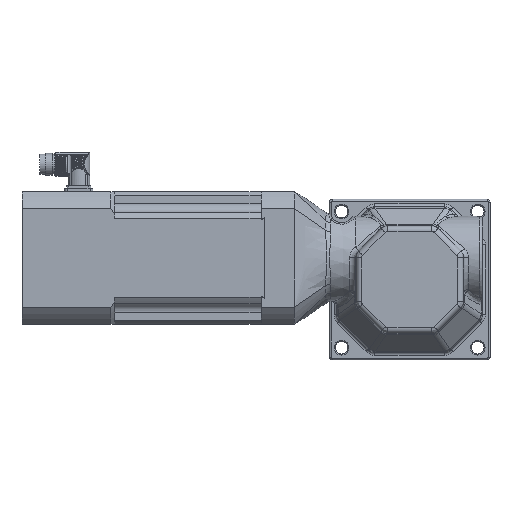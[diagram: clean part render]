
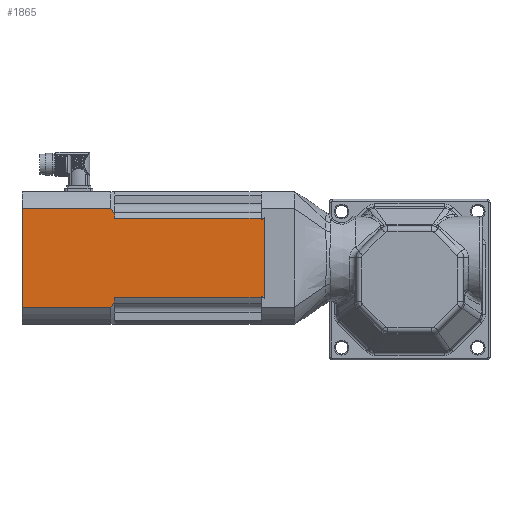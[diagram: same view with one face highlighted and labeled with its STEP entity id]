
A CAD part, left-side view. The second image highlights one B-rep face of the part: STEP entity #1865.
In plain terms, the highlighted planar face has unit normal (-1, 0, 0).
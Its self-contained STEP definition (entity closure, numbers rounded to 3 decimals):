
#1865=ADVANCED_FACE('',(#2951),#2782,.T.);
#2782=PLANE('',#14486);
#2951=FACE_OUTER_BOUND('',#3807,.T.);
#3807=EDGE_LOOP('',(#5567,#5568,#5569,#5570,#5571,#5572,#5573,#5574,#5575,
#5576));
#4855=B_SPLINE_CURVE_WITH_KNOTS('',3,(#19588,#19589,#19590,#19591),.UNSPECIFIED.,
.F.,.F.,(4,4),(0.,1.),.UNSPECIFIED.);
#4856=B_SPLINE_CURVE_WITH_KNOTS('',3,(#19603,#19604,#19605,#19606),.UNSPECIFIED.,
.F.,.F.,(4,4),(0.,1.),.UNSPECIFIED.);
#5567=ORIENTED_EDGE('',*,*,#11127,.T.);
#5568=ORIENTED_EDGE('',*,*,#11128,.T.);
#5569=ORIENTED_EDGE('',*,*,#11129,.T.);
#5570=ORIENTED_EDGE('',*,*,#11130,.F.);
#5571=ORIENTED_EDGE('',*,*,#11131,.T.);
#5572=ORIENTED_EDGE('',*,*,#11132,.F.);
#5573=ORIENTED_EDGE('',*,*,#11133,.T.);
#5574=ORIENTED_EDGE('',*,*,#11134,.T.);
#5575=ORIENTED_EDGE('',*,*,#11135,.T.);
#5576=ORIENTED_EDGE('',*,*,#11136,.F.);
#9779=VERTEX_POINT('',#19586);
#9780=VERTEX_POINT('',#19587);
#9781=VERTEX_POINT('',#19592);
#9782=VERTEX_POINT('',#19594);
#9783=VERTEX_POINT('',#19596);
#9784=VERTEX_POINT('',#19598);
#9785=VERTEX_POINT('',#19600);
#9786=VERTEX_POINT('',#19602);
#9787=VERTEX_POINT('',#19607);
#9788=VERTEX_POINT('',#19609);
#11127=EDGE_CURVE('',#9779,#9780,#13233,.T.);
#11128=EDGE_CURVE('',#9780,#9781,#4855,.T.);
#11129=EDGE_CURVE('',#9781,#9782,#13234,.T.);
#11130=EDGE_CURVE('',#9783,#9782,#13235,.T.);
#11131=EDGE_CURVE('',#9783,#9784,#13236,.T.);
#11132=EDGE_CURVE('',#9785,#9784,#13237,.T.);
#11133=EDGE_CURVE('',#9785,#9786,#13238,.T.);
#11134=EDGE_CURVE('',#9786,#9787,#4856,.T.);
#11135=EDGE_CURVE('',#9787,#9788,#13239,.T.);
#11136=EDGE_CURVE('',#9779,#9788,#13240,.T.);
#13233=LINE('',#19585,#13859);
#13234=LINE('',#19593,#13860);
#13235=LINE('',#19595,#13861);
#13236=LINE('',#19597,#13862);
#13237=LINE('',#19599,#13863);
#13238=LINE('',#19601,#13864);
#13239=LINE('',#19608,#13865);
#13240=LINE('',#19610,#13866);
#13859=VECTOR('',#15978,1.);
#13860=VECTOR('',#15979,1.);
#13861=VECTOR('',#15980,1.);
#13862=VECTOR('',#15981,1.);
#13863=VECTOR('',#15982,1.);
#13864=VECTOR('',#15983,1.);
#13865=VECTOR('',#15984,1.);
#13866=VECTOR('',#15985,1.);
#14486=AXIS2_PLACEMENT_3D('',#19611,#15986,#15987);
#15978=DIRECTION('',(0.,-1.,0.));
#15979=DIRECTION('',(0.,0.,1.));
#15980=DIRECTION('',(0.,1.,0.));
#15981=DIRECTION('',(0.,0.,1.));
#15982=DIRECTION('',(0.,-1.,0.));
#15983=DIRECTION('',(0.,0.,1.));
#15984=DIRECTION('',(0.,1.,0.));
#15985=DIRECTION('',(0.,0.,1.));
#15986=DIRECTION('',(-1.,0.,0.));
#15987=DIRECTION('',(0.,0.,1.));
#19585=CARTESIAN_POINT('',(-35.,157.5,-17.5));
#19586=CARTESIAN_POINT('',(-35.,255.5,-17.5));
#19587=CARTESIAN_POINT('',(-35.,161.5,-17.5));
#19588=CARTESIAN_POINT('',(-35.,161.5,-17.5));
#19589=CARTESIAN_POINT('',(-35.,160.12,-15.201));
#19590=CARTESIAN_POINT('',(-35.,158.784,-12.876));
#19591=CARTESIAN_POINT('',(-35.,157.5,-10.522));
#19592=CARTESIAN_POINT('',(-35.,157.5,-10.522));
#19593=CARTESIAN_POINT('',(-35.,157.5,-35.));
#19594=CARTESIAN_POINT('',(-35.,157.5,-6.74));
#19595=CARTESIAN_POINT('',(-35.,157.5,-6.74));
#19596=CARTESIAN_POINT('',(-35.,-0.5,-6.74));
#19597=CARTESIAN_POINT('',(-35.,-0.5,-35.));
#19598=CARTESIAN_POINT('',(-35.,-0.5,76.74));
#19599=CARTESIAN_POINT('',(-35.,157.5,76.74));
#19600=CARTESIAN_POINT('',(-35.,157.5,76.74));
#19601=CARTESIAN_POINT('',(-35.,157.5,-35.));
#19602=CARTESIAN_POINT('',(-35.,157.5,80.522));
#19603=CARTESIAN_POINT('',(-35.,157.5,80.522));
#19604=CARTESIAN_POINT('',(-35.,158.784,82.876));
#19605=CARTESIAN_POINT('',(-35.,160.12,85.201));
#19606=CARTESIAN_POINT('',(-35.,161.5,87.5));
#19607=CARTESIAN_POINT('',(-35.,161.5,87.5));
#19608=CARTESIAN_POINT('',(-35.,157.5,87.5));
#19609=CARTESIAN_POINT('',(-35.,255.5,87.5));
#19610=CARTESIAN_POINT('',(-35.,255.5,-35.));
#19611=CARTESIAN_POINT('',(-35.,78.5,-35.));
